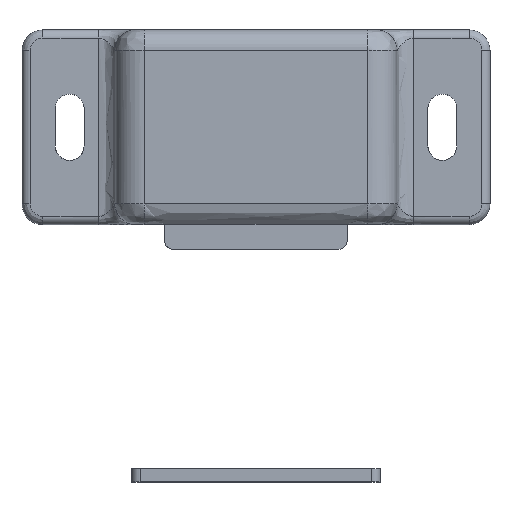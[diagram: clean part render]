
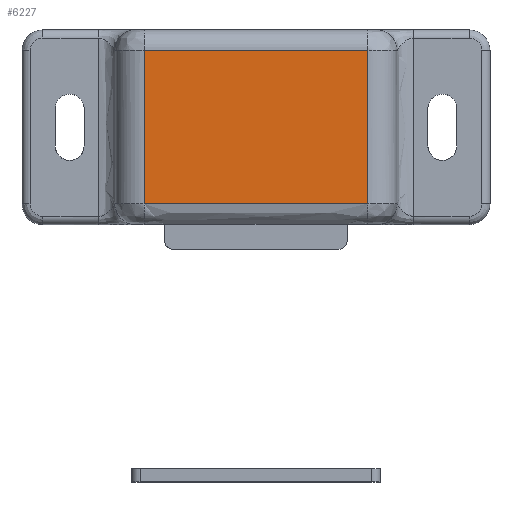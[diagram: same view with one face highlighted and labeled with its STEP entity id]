
A CAD part, top view. The second image highlights one B-rep face of the part: STEP entity #6227.
In plain terms, the highlighted free-form (B-spline) face has degree [1, 1] with [2, 2] control points.
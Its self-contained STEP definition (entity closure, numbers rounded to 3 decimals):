
#4718=CARTESIAN_POINT('',(-13.5,-21.0,16.0));
#4719=VERTEX_POINT('',#4718);
#4922=CARTESIAN_POINT('',(13.5,-21.0,16.0));
#4923=VERTEX_POINT('',#4922);
#5387=CARTESIAN_POINT('',(-13.5,-2.5,16.0));
#5388=VERTEX_POINT('',#5387);
#5512=CARTESIAN_POINT('',(13.5,-2.5,16.0));
#5513=VERTEX_POINT('',#5512);
#5535=CARTESIAN_POINT('',(13.5,-2.5,16.0));
#5536=CARTESIAN_POINT('',(-13.5,-2.5,16.0));
#5537=QUASI_UNIFORM_CURVE('',1,(#5535,#5536),.UNSPECIFIED.,.F.,.U.);
#5538=EDGE_CURVE('',#5513,#5388,#5537,.T.);
#5936=CARTESIAN_POINT('',(13.5,-21.0,16.0));
#5937=CARTESIAN_POINT('',(13.5,-2.5,16.0));
#5938=QUASI_UNIFORM_CURVE('',1,(#5936,#5937),.UNSPECIFIED.,.F.,.U.);
#5939=EDGE_CURVE('',#4923,#5513,#5938,.T.);
#5959=CARTESIAN_POINT('',(-13.5,-2.5,16.0));
#5960=CARTESIAN_POINT('',(-13.5,-21.0,16.0));
#5961=QUASI_UNIFORM_CURVE('',1,(#5959,#5960),.UNSPECIFIED.,.F.,.U.);
#5962=EDGE_CURVE('',#5388,#4719,#5961,.T.);
#6212=CARTESIAN_POINT('',(-14.849,-21.924,16.0));
#6213=CARTESIAN_POINT('',(14.849,-21.924,16.0));
#6214=CARTESIAN_POINT('',(-14.849,-1.576,16.0));
#6215=CARTESIAN_POINT('',(14.849,-1.576,16.0));
#6216=B_SPLINE_SURFACE_WITH_KNOTS('',1,1,((#6212,#6214),(#6213,#6215)),.UNSPECIFIED.,.F.,.F.,.U.,(2,2),(2,2),(0.0,29.697),(0.0,20.348),.UNSPECIFIED.);
#6217=ORIENTED_EDGE('',*,*,#5939,.T.);
#6218=ORIENTED_EDGE('',*,*,#5538,.T.);
#6219=ORIENTED_EDGE('',*,*,#5962,.T.);
#6220=CARTESIAN_POINT('',(-13.5,-21.0,16.0));
#6221=CARTESIAN_POINT('',(13.5,-21.0,16.0));
#6222=QUASI_UNIFORM_CURVE('',1,(#6220,#6221),.UNSPECIFIED.,.F.,.U.);
#6223=EDGE_CURVE('',#4719,#4923,#6222,.T.);
#6224=ORIENTED_EDGE('',*,*,#6223,.T.);
#6225=EDGE_LOOP('',(#6217,#6218,#6219,#6224));
#6226=FACE_OUTER_BOUND('',#6225,.T.);
#6227=ADVANCED_FACE('',(#6226),#6216,.T.);
